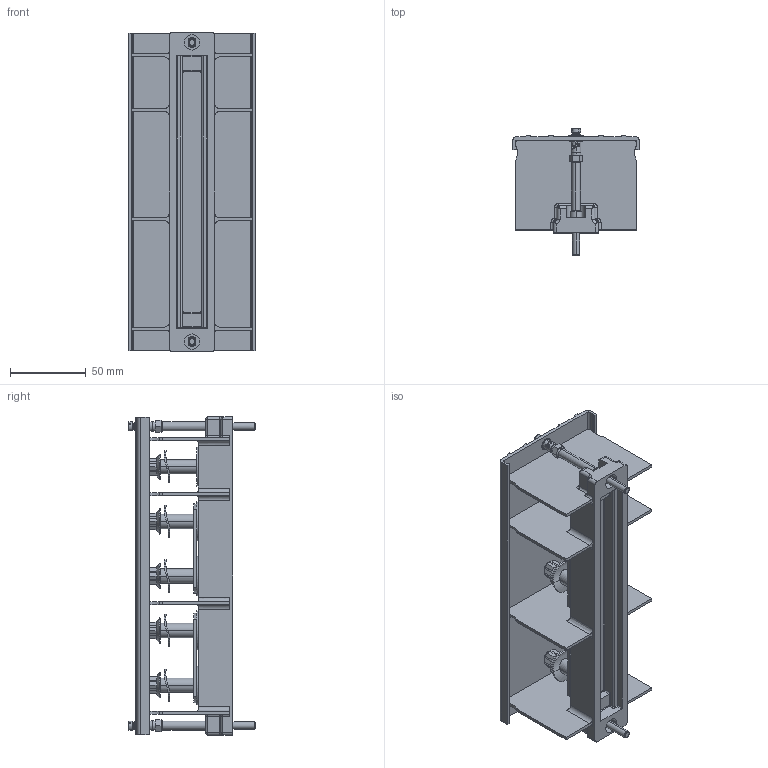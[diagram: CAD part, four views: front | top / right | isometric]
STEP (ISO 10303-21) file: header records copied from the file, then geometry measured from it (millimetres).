
FILE_DESCRIPTION((''),'2;1');
FILE_NAME('32429051000','2019-09-24T',('presta_be4'),(''),'PRO/ENGINEER BY PARAMETRIC TECHNOLOGY CORPORATION, 2014310','PRO/ENGINEER BY PARAMETRIC TECHNOLOGY CORPORATION, 2014310','');
FILE_SCHEMA(('CONFIG_CONTROL_DESIGN'));
Products named in the file (1): 32429051000
Bounding box: 83.2 x 83.81 x 210.2 mm (x, y, z)
Volume: 208531.9 mm3; surface area: 121687.5 mm2
Topology: 6 solids, 6 shells, 1055 faces, 2869 edges, 1828 vertices
Faces by surface type: cylinder 399, plane 393, cone 168, bspline 51, torus 44
Entity records: 73249 total; most frequent: CARTESIAN_POINT 47556, ORIENTED_EDGE 5714, DIRECTION 4957, EDGE_CURVE 2857, AXIS2_PLACEMENT_3D 1854, VERTEX_POINT 1828, VECTOR 1249, LINE 1249
